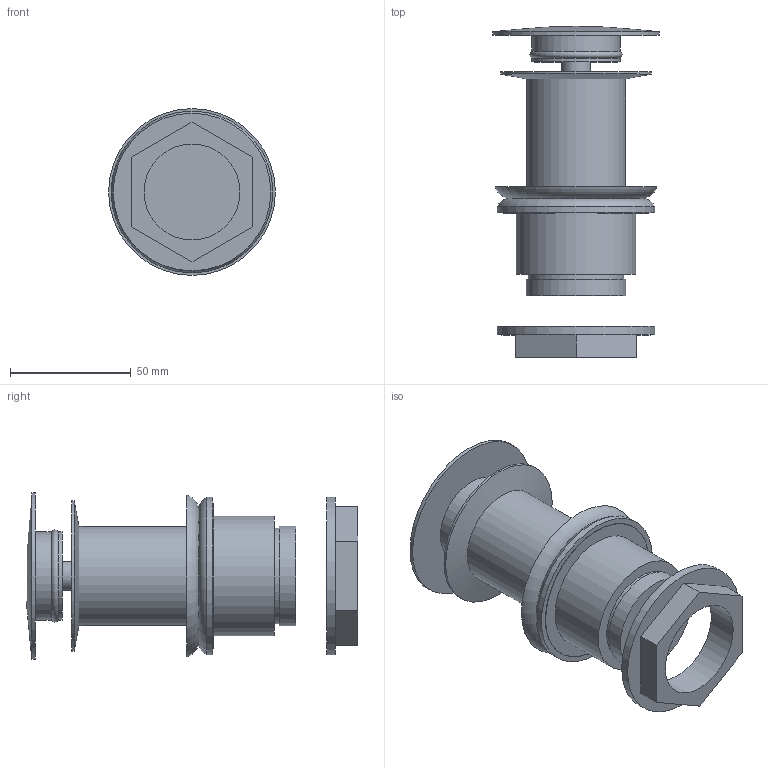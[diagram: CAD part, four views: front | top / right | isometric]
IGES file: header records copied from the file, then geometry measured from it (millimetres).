
Global section: file name: No Iges File Name specified; native system: Autodesk Inventor 2012; preprocessor: AutoDesk Inventor Iges Exporter R2012; author: mblakey; date: 20121004.150733; units: millimetre
Bounding box: 69 x 136.92 x 69 mm (x, y, z)
Volume: 178818.7 mm3; surface area: 49503.8 mm2
Topology: 3 solids, 3 shells, 54 faces, 97 edges, 59 vertices
Faces by surface type: plane 25, cylinder 15, torus 7, revolution 5, cone 1, sphere 1
Full cylindrical faces by diameter (mm): 12 x1, 32.08 x2, 36.5 x2, 39.5 x1, 40.95 x2, 41.1 x1, 49.3 x1, 60.35 x1, 62.3 x1, 64.991 x1, 65.2 x1, 69 x1
